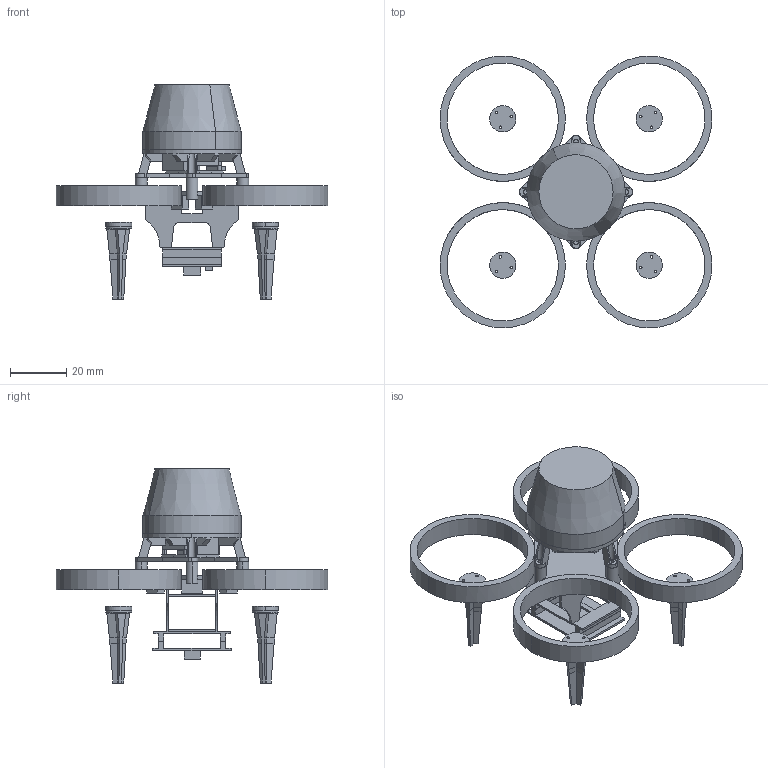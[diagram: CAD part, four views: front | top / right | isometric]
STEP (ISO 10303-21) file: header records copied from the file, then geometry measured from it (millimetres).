
FILE_DESCRIPTION(('CATIA V5 STEP Exchange'),'2;1');
FILE_NAME('trashcan-assembly.stp','2020-01-14T10:53:49+00:00',('none'),('none'),'CATIA Version 5 Release 21 SP 6 (IN-10)','CATIA V5 STEP AP203','none');
FILE_SCHEMA(('CONFIG_CONTROL_DESIGN'));
Length unit declared in the file: millimetre
Products named in the file (1): trashcan-assembly
Assembly tree (11 placements, depth 2):
  trashcan-assembly
    #57
    #4169
    #5217
    #6977
    #7817
    #13484
    #14170
    #14878  x4
Bounding box: 96.5 x 96.5 x 76 mm (x, y, z)
Volume: 33418.6 mm3; surface area: 29725.6 mm2
Topology: 19 solids, 19 shells, 636 faces, 1746 edges, 1134 vertices
Faces by surface type: plane 384, cylinder 219, cone 18, bspline 15
Entity records: 16119 total; most frequent: CARTESIAN_POINT 3519, ORIENTED_EDGE 2898, DIRECTION 1989, EDGE_CURVE 1449, VECTOR 971, LINE 971, VERTEX_POINT 951, AXIS2_PLACEMENT_3D 696
